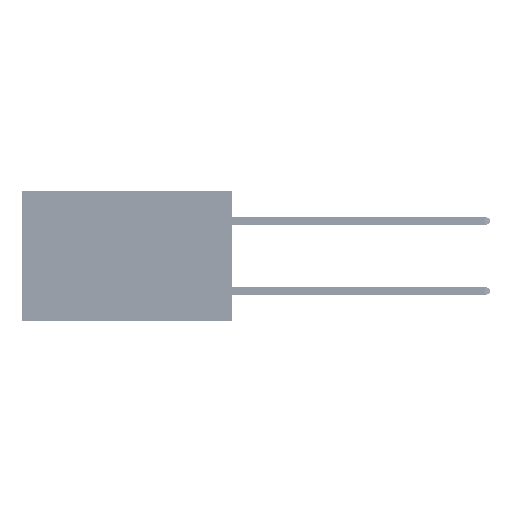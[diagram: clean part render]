
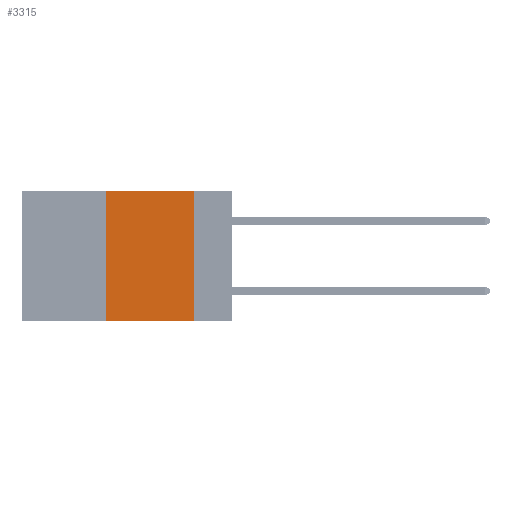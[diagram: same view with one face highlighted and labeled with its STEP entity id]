
A CAD part, left-side view. The second image highlights one B-rep face of the part: STEP entity #3315.
In plain terms, the highlighted planar face has unit normal (-1, 0, 0).
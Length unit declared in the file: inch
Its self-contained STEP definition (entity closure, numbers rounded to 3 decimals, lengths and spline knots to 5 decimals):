
#2482 = VECTOR ( 'NONE', #22330, 39.37008 ) ;
#3099 = FACE_OUTER_BOUND ( 'NONE', #7294, .T. ) ;
#3315 = ADVANCED_FACE ( 'NONE', ( #3099 ), #26889, .F. ) ;
#3588 = CARTESIAN_POINT ( 'NONE',  ( 0., 0.11, 0. ) ) ;
#5850 = EDGE_CURVE ( 'NONE', #22194, #19208, #12997, .T. ) ;
#6737 = CARTESIAN_POINT ( 'NONE',  ( 0., 0.6, 0. ) ) ;
#7087 = DIRECTION ( 'NONE',  ( 1., 0., 0. ) ) ;
#7294 = EDGE_LOOP ( 'NONE', ( #38957, #11595, #26436, #34226 ) ) ;
#8621 = CARTESIAN_POINT ( 'NONE',  ( 0., 0.6, 0. ) ) ;
#11595 = ORIENTED_EDGE ( 'NONE', *, *, #12438, .F. ) ;
#12438 = EDGE_CURVE ( 'NONE', #22563, #51969, #51587, .T. ) ;
#12997 = LINE ( 'NONE', #52019, #33828 ) ;
#15550 = EDGE_CURVE ( 'NONE', #22194, #22563, #43642, .T. ) ;
#16747 = VECTOR ( 'NONE', #28382, 39.37008 ) ;
#19208 = VERTEX_POINT ( 'NONE', #35381 ) ;
#20090 = CARTESIAN_POINT ( 'NONE',  ( 0., 0.11, 0. ) ) ;
#21978 = CARTESIAN_POINT ( 'NONE',  ( 0., 0.36, 0. ) ) ;
#22194 = VERTEX_POINT ( 'NONE', #47429 ) ;
#22330 = DIRECTION ( 'NONE',  ( 0., 0., 1. ) ) ;
#22563 = VERTEX_POINT ( 'NONE', #32927 ) ;
#22625 = AXIS2_PLACEMENT_3D ( 'NONE', #6737, #7087, #43583 ) ;
#23722 = DIRECTION ( 'NONE',  ( 0., 0., -1. ) ) ;
#26436 = ORIENTED_EDGE ( 'NONE', *, *, #15550, .F. ) ;
#26889 = PLANE ( 'NONE',  #22625 ) ;
#28382 = DIRECTION ( 'NONE',  ( 0., -1., 0. ) ) ;
#32189 = DIRECTION ( 'NONE',  ( 0., -1., 0. ) ) ;
#32767 = LINE ( 'NONE', #3588, #40423 ) ;
#32927 = CARTESIAN_POINT ( 'NONE',  ( 0., 0.36, 0. ) ) ;
#33828 = VECTOR ( 'NONE', #32189, 39.37008 ) ;
#34226 = ORIENTED_EDGE ( 'NONE', *, *, #5850, .T. ) ;
#35381 = CARTESIAN_POINT ( 'NONE',  ( 0., 0.11, -0.37 ) ) ;
#38957 = ORIENTED_EDGE ( 'NONE', *, *, #47598, .F. ) ;
#40423 = VECTOR ( 'NONE', #23722, 39.37008 ) ;
#43583 = DIRECTION ( 'NONE',  ( 0., 0., -1. ) ) ;
#43642 = LINE ( 'NONE', #21978, #2482 ) ;
#47429 = CARTESIAN_POINT ( 'NONE',  ( 0., 0.36, -0.37 ) ) ;
#47598 = EDGE_CURVE ( 'NONE', #51969, #19208, #32767, .T. ) ;
#51587 = LINE ( 'NONE', #8621, #16747 ) ;
#51969 = VERTEX_POINT ( 'NONE', #20090 ) ;
#52019 = CARTESIAN_POINT ( 'NONE',  ( 0., 0.6, -0.37 ) ) ;
